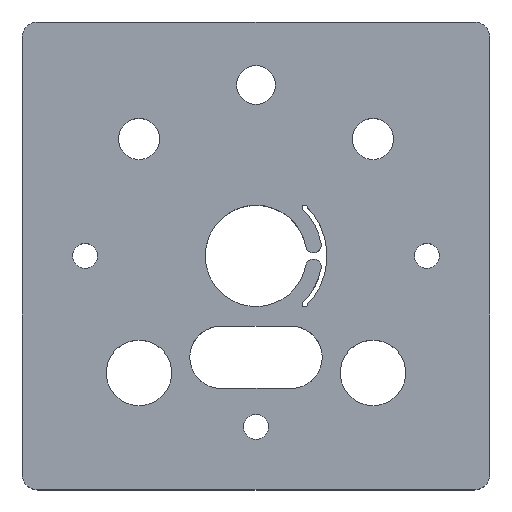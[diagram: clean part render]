
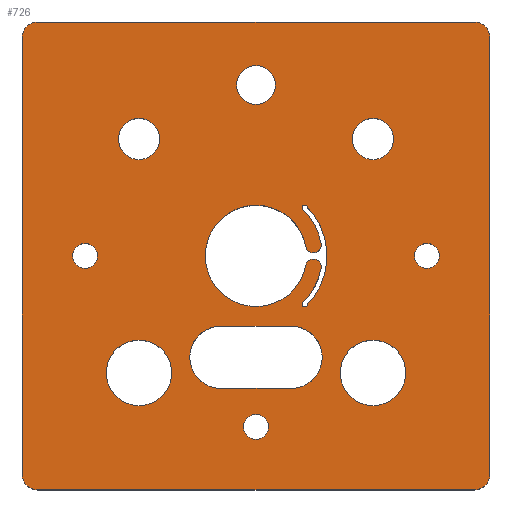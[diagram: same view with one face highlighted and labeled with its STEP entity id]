
A CAD part, top view. The second image highlights one B-rep face of the part: STEP entity #726.
In plain terms, the highlighted planar face has unit normal (0, 0, 1).
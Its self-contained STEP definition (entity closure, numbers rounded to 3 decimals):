
#19=LINE('',#1136,#70);
#20=LINE('',#1140,#71);
#21=LINE('',#1144,#72);
#22=LINE('',#1147,#73);
#23=LINE('',#1164,#74);
#24=LINE('',#1168,#75);
#70=VECTOR('',#898,10.);
#71=VECTOR('',#901,10.);
#72=VECTOR('',#904,10.);
#73=VECTOR('',#907,10.);
#74=VECTOR('',#922,10.);
#75=VECTOR('',#925,10.);
#144=FACE_BOUND('',#212,.T.);
#145=FACE_BOUND('',#213,.T.);
#146=FACE_BOUND('',#214,.T.);
#147=FACE_BOUND('',#215,.T.);
#148=FACE_BOUND('',#216,.T.);
#149=FACE_BOUND('',#217,.T.);
#150=FACE_BOUND('',#218,.T.);
#151=FACE_BOUND('',#219,.T.);
#152=FACE_BOUND('',#220,.T.);
#153=FACE_BOUND('',#221,.T.);
#170=FACE_OUTER_BOUND('',#211,.T.);
#211=EDGE_LOOP('',(#512,#513,#514,#515,#516,#517,#518,#519));
#212=EDGE_LOOP('',(#520));
#213=EDGE_LOOP('',(#521));
#214=EDGE_LOOP('',(#522));
#215=EDGE_LOOP('',(#523));
#216=EDGE_LOOP('',(#524));
#217=EDGE_LOOP('',(#525));
#218=EDGE_LOOP('',(#526));
#219=EDGE_LOOP('',(#527));
#220=EDGE_LOOP('',(#528,#529,#530,#531));
#221=EDGE_LOOP('',(#532,#533,#534,#535,#536,#537,#538,#539));
#272=CIRCLE('',#782,2.5);
#274=CIRCLE('',#785,2.);
#275=CIRCLE('',#787,2.);
#276=CIRCLE('',#788,2.);
#277=CIRCLE('',#789,2.);
#278=CIRCLE('',#790,1.6);
#279=CIRCLE('',#791,1.6);
#280=CIRCLE('',#792,1.6);
#281=CIRCLE('',#793,4.2);
#282=CIRCLE('',#794,4.2);
#283=CIRCLE('',#795,2.65);
#284=CIRCLE('',#796,2.65);
#285=CIRCLE('',#797,4.);
#286=CIRCLE('',#798,4.);
#287=CIRCLE('',#799,9.1);
#288=CIRCLE('',#800,0.3);
#289=CIRCLE('',#801,8.5);
#290=CIRCLE('',#802,1.);
#291=CIRCLE('',#803,6.5);
#292=CIRCLE('',#804,1.);
#293=CIRCLE('',#805,8.5);
#294=CIRCLE('',#806,0.3);
#326=VERTEX_POINT('',#1122);
#329=VERTEX_POINT('',#1129);
#330=VERTEX_POINT('',#1131);
#331=VERTEX_POINT('',#1135);
#332=VERTEX_POINT('',#1137);
#333=VERTEX_POINT('',#1139);
#334=VERTEX_POINT('',#1141);
#335=VERTEX_POINT('',#1143);
#336=VERTEX_POINT('',#1145);
#337=VERTEX_POINT('',#1148);
#338=VERTEX_POINT('',#1150);
#339=VERTEX_POINT('',#1152);
#340=VERTEX_POINT('',#1154);
#341=VERTEX_POINT('',#1156);
#342=VERTEX_POINT('',#1158);
#343=VERTEX_POINT('',#1160);
#344=VERTEX_POINT('',#1162);
#345=VERTEX_POINT('',#1163);
#346=VERTEX_POINT('',#1165);
#347=VERTEX_POINT('',#1167);
#348=VERTEX_POINT('',#1170);
#349=VERTEX_POINT('',#1171);
#350=VERTEX_POINT('',#1173);
#351=VERTEX_POINT('',#1175);
#352=VERTEX_POINT('',#1177);
#353=VERTEX_POINT('',#1179);
#354=VERTEX_POINT('',#1181);
#355=VERTEX_POINT('',#1183);
#398=EDGE_CURVE('',#326,#326,#272,.T.);
#401=EDGE_CURVE('',#329,#330,#274,.T.);
#403=EDGE_CURVE('',#331,#329,#19,.T.);
#404=EDGE_CURVE('',#332,#331,#275,.T.);
#405=EDGE_CURVE('',#333,#332,#20,.T.);
#406=EDGE_CURVE('',#334,#333,#276,.T.);
#407=EDGE_CURVE('',#335,#334,#21,.T.);
#408=EDGE_CURVE('',#336,#335,#277,.T.);
#409=EDGE_CURVE('',#330,#336,#22,.T.);
#410=EDGE_CURVE('',#337,#337,#278,.T.);
#411=EDGE_CURVE('',#338,#338,#279,.T.);
#412=EDGE_CURVE('',#339,#339,#280,.T.);
#413=EDGE_CURVE('',#340,#340,#281,.T.);
#414=EDGE_CURVE('',#341,#341,#282,.T.);
#415=EDGE_CURVE('',#342,#342,#283,.T.);
#416=EDGE_CURVE('',#343,#343,#284,.T.);
#417=EDGE_CURVE('',#344,#345,#23,.T.);
#418=EDGE_CURVE('',#345,#346,#285,.T.);
#419=EDGE_CURVE('',#346,#347,#24,.T.);
#420=EDGE_CURVE('',#347,#344,#286,.T.);
#421=EDGE_CURVE('',#348,#349,#287,.T.);
#422=EDGE_CURVE('',#349,#350,#288,.T.);
#423=EDGE_CURVE('',#350,#351,#289,.T.);
#424=EDGE_CURVE('',#351,#352,#290,.T.);
#425=EDGE_CURVE('',#352,#353,#291,.T.);
#426=EDGE_CURVE('',#353,#354,#292,.T.);
#427=EDGE_CURVE('',#354,#355,#293,.T.);
#428=EDGE_CURVE('',#355,#348,#294,.T.);
#512=ORIENTED_EDGE('',*,*,#401,.F.);
#513=ORIENTED_EDGE('',*,*,#403,.F.);
#514=ORIENTED_EDGE('',*,*,#404,.F.);
#515=ORIENTED_EDGE('',*,*,#405,.F.);
#516=ORIENTED_EDGE('',*,*,#406,.F.);
#517=ORIENTED_EDGE('',*,*,#407,.F.);
#518=ORIENTED_EDGE('',*,*,#408,.F.);
#519=ORIENTED_EDGE('',*,*,#409,.F.);
#520=ORIENTED_EDGE('',*,*,#398,.T.);
#521=ORIENTED_EDGE('',*,*,#410,.T.);
#522=ORIENTED_EDGE('',*,*,#411,.T.);
#523=ORIENTED_EDGE('',*,*,#412,.T.);
#524=ORIENTED_EDGE('',*,*,#413,.T.);
#525=ORIENTED_EDGE('',*,*,#414,.T.);
#526=ORIENTED_EDGE('',*,*,#415,.T.);
#527=ORIENTED_EDGE('',*,*,#416,.T.);
#528=ORIENTED_EDGE('',*,*,#417,.T.);
#529=ORIENTED_EDGE('',*,*,#418,.T.);
#530=ORIENTED_EDGE('',*,*,#419,.T.);
#531=ORIENTED_EDGE('',*,*,#420,.T.);
#532=ORIENTED_EDGE('',*,*,#421,.T.);
#533=ORIENTED_EDGE('',*,*,#422,.T.);
#534=ORIENTED_EDGE('',*,*,#423,.T.);
#535=ORIENTED_EDGE('',*,*,#424,.T.);
#536=ORIENTED_EDGE('',*,*,#425,.T.);
#537=ORIENTED_EDGE('',*,*,#426,.T.);
#538=ORIENTED_EDGE('',*,*,#427,.T.);
#539=ORIENTED_EDGE('',*,*,#428,.T.);
#709=PLANE('',#786);
#726=ADVANCED_FACE('',(#170,#144,#145,#146,#147,#148,#149,#150,#151,#152,
#153),#709,.T.);
#782=AXIS2_PLACEMENT_3D('',#1124,#886,#887);
#785=AXIS2_PLACEMENT_3D('',#1132,#893,#894);
#786=AXIS2_PLACEMENT_3D('',#1134,#896,#897);
#787=AXIS2_PLACEMENT_3D('',#1138,#899,#900);
#788=AXIS2_PLACEMENT_3D('',#1142,#902,#903);
#789=AXIS2_PLACEMENT_3D('',#1146,#905,#906);
#790=AXIS2_PLACEMENT_3D('',#1149,#908,#909);
#791=AXIS2_PLACEMENT_3D('',#1151,#910,#911);
#792=AXIS2_PLACEMENT_3D('',#1153,#912,#913);
#793=AXIS2_PLACEMENT_3D('',#1155,#914,#915);
#794=AXIS2_PLACEMENT_3D('',#1157,#916,#917);
#795=AXIS2_PLACEMENT_3D('',#1159,#918,#919);
#796=AXIS2_PLACEMENT_3D('',#1161,#920,#921);
#797=AXIS2_PLACEMENT_3D('',#1166,#923,#924);
#798=AXIS2_PLACEMENT_3D('',#1169,#926,#927);
#799=AXIS2_PLACEMENT_3D('',#1172,#928,#929);
#800=AXIS2_PLACEMENT_3D('',#1174,#930,#931);
#801=AXIS2_PLACEMENT_3D('',#1176,#932,#933);
#802=AXIS2_PLACEMENT_3D('',#1178,#934,#935);
#803=AXIS2_PLACEMENT_3D('',#1180,#936,#937);
#804=AXIS2_PLACEMENT_3D('',#1182,#938,#939);
#805=AXIS2_PLACEMENT_3D('',#1184,#940,#941);
#806=AXIS2_PLACEMENT_3D('',#1185,#942,#943);
#886=DIRECTION('center_axis',(0.,0.,-1.));
#887=DIRECTION('ref_axis',(-1.,0.,0.));
#893=DIRECTION('center_axis',(0.,0.,-1.));
#894=DIRECTION('ref_axis',(0.707,0.707,0.));
#896=DIRECTION('center_axis',(0.,0.,1.));
#897=DIRECTION('ref_axis',(1.,0.,0.));
#898=DIRECTION('',(1.,0.,0.));
#899=DIRECTION('center_axis',(0.,0.,-1.));
#900=DIRECTION('ref_axis',(-0.707,0.707,0.));
#901=DIRECTION('',(0.,1.,0.));
#902=DIRECTION('center_axis',(0.,0.,-1.));
#903=DIRECTION('ref_axis',(-0.707,-0.707,0.));
#904=DIRECTION('',(-1.,0.,0.));
#905=DIRECTION('center_axis',(0.,0.,-1.));
#906=DIRECTION('ref_axis',(0.707,-0.707,0.));
#907=DIRECTION('',(0.,-1.,0.));
#908=DIRECTION('center_axis',(0.,0.,-1.));
#909=DIRECTION('ref_axis',(-1.,0.,0.));
#910=DIRECTION('center_axis',(0.,0.,-1.));
#911=DIRECTION('ref_axis',(-1.,0.,0.));
#912=DIRECTION('center_axis',(0.,0.,-1.));
#913=DIRECTION('ref_axis',(-1.,0.,0.));
#914=DIRECTION('center_axis',(0.,0.,-1.));
#915=DIRECTION('ref_axis',(1.,0.,0.));
#916=DIRECTION('center_axis',(0.,0.,-1.));
#917=DIRECTION('ref_axis',(1.,0.,0.));
#918=DIRECTION('center_axis',(0.,0.,-1.));
#919=DIRECTION('ref_axis',(1.,0.,0.));
#920=DIRECTION('center_axis',(0.,0.,-1.));
#921=DIRECTION('ref_axis',(1.,0.,0.));
#922=DIRECTION('',(-1.,0.,0.));
#923=DIRECTION('center_axis',(0.,0.,-1.));
#924=DIRECTION('ref_axis',(0.,1.,0.));
#925=DIRECTION('',(1.,0.,0.));
#926=DIRECTION('center_axis',(0.,0.,-1.));
#927=DIRECTION('ref_axis',(0.,-1.,0.));
#928=DIRECTION('center_axis',(0.,0.,-1.));
#929=DIRECTION('ref_axis',(1.,0.,0.));
#930=DIRECTION('center_axis',(0.,0.,-1.));
#931=DIRECTION('ref_axis',(-0.707,0.707,0.));
#932=DIRECTION('center_axis',(0.,0.,1.));
#933=DIRECTION('ref_axis',(1.,0.,0.));
#934=DIRECTION('center_axis',(0.,0.,1.));
#935=DIRECTION('ref_axis',(1.,0.,0.));
#936=DIRECTION('center_axis',(0.,0.,-1.));
#937=DIRECTION('ref_axis',(1.,0.,0.));
#938=DIRECTION('center_axis',(0.,0.,1.));
#939=DIRECTION('ref_axis',(1.,0.,0.));
#940=DIRECTION('center_axis',(0.,0.,1.));
#941=DIRECTION('ref_axis',(1.,0.,0.));
#942=DIRECTION('center_axis',(0.,0.,-1.));
#943=DIRECTION('ref_axis',(0.707,0.707,0.));
#1122=CARTESIAN_POINT('',(2.5,21.92,0.));
#1124=CARTESIAN_POINT('Origin',(0.,21.92,0.));
#1129=CARTESIAN_POINT('',(28.,30.,0.));
#1131=CARTESIAN_POINT('',(30.,28.,0.));
#1132=CARTESIAN_POINT('Origin',(28.,28.,0.));
#1134=CARTESIAN_POINT('Origin',(0.,0.,0.));
#1135=CARTESIAN_POINT('',(-28.,30.,0.));
#1136=CARTESIAN_POINT('',(-30.,30.,0.));
#1137=CARTESIAN_POINT('',(-30.,28.,0.));
#1138=CARTESIAN_POINT('Origin',(-28.,28.,0.));
#1139=CARTESIAN_POINT('',(-30.,-28.,0.));
#1140=CARTESIAN_POINT('',(-30.,-30.,0.));
#1141=CARTESIAN_POINT('',(-28.,-30.,0.));
#1142=CARTESIAN_POINT('Origin',(-28.,-28.,0.));
#1143=CARTESIAN_POINT('',(28.,-30.,0.));
#1144=CARTESIAN_POINT('',(30.,-30.,0.));
#1145=CARTESIAN_POINT('',(30.,-28.,0.));
#1146=CARTESIAN_POINT('Origin',(28.,-28.,0.));
#1147=CARTESIAN_POINT('',(30.,30.,0.));
#1148=CARTESIAN_POINT('',(1.6,-21.92,0.));
#1149=CARTESIAN_POINT('Origin',(0.,-21.92,
0.));
#1150=CARTESIAN_POINT('',(-20.32,0.,0.));
#1151=CARTESIAN_POINT('Origin',(-21.92,0.,
0.));
#1152=CARTESIAN_POINT('',(23.52,0.,0.));
#1153=CARTESIAN_POINT('Origin',(21.92,0.,0.));
#1154=CARTESIAN_POINT('',(-19.2,-15.,0.));
#1155=CARTESIAN_POINT('Origin',(-15.,-15.,0.));
#1156=CARTESIAN_POINT('',(10.8,-15.,0.));
#1157=CARTESIAN_POINT('Origin',(15.,-15.,0.));
#1158=CARTESIAN_POINT('',(-17.65,15.,0.));
#1159=CARTESIAN_POINT('Origin',(-15.,15.,0.));
#1160=CARTESIAN_POINT('',(12.35,15.,0.));
#1161=CARTESIAN_POINT('Origin',(15.,15.,0.));
#1162=CARTESIAN_POINT('',(4.5,-17.,0.));
#1163=CARTESIAN_POINT('',(-4.5,-17.,0.));
#1164=CARTESIAN_POINT('',(2.25,-17.,0.));
#1165=CARTESIAN_POINT('',(-4.5,-9.,0.));
#1166=CARTESIAN_POINT('Origin',(-4.5,-13.,0.));
#1167=CARTESIAN_POINT('',(4.5,-9.,0.));
#1168=CARTESIAN_POINT('',(-2.25,-9.,0.));
#1169=CARTESIAN_POINT('Origin',(4.5,-13.,0.));
#1170=CARTESIAN_POINT('',(6.435,6.435,0.));
#1171=CARTESIAN_POINT('',(6.435,-6.435,0.));
#1172=CARTESIAN_POINT('Origin',(0.,0.,0.));
#1173=CARTESIAN_POINT('',(6.01,-6.01,0.));
#1174=CARTESIAN_POINT('Origin',(6.223,-6.223,0.));
#1175=CARTESIAN_POINT('',(8.351,-1.587,0.));
#1176=CARTESIAN_POINT('Origin',(0.,0.,0.));
#1177=CARTESIAN_POINT('',(6.386,-1.213,0.));
#1178=CARTESIAN_POINT('Origin',(7.368,-1.4,0.));
#1179=CARTESIAN_POINT('',(6.386,1.213,0.));
#1180=CARTESIAN_POINT('Origin',(0.,0.,0.));
#1181=CARTESIAN_POINT('',(8.351,1.587,0.));
#1182=CARTESIAN_POINT('Origin',(7.368,1.4,0.));
#1183=CARTESIAN_POINT('',(6.01,6.01,0.));
#1184=CARTESIAN_POINT('Origin',(0.,0.,0.));
#1185=CARTESIAN_POINT('Origin',(6.223,6.223,0.));
